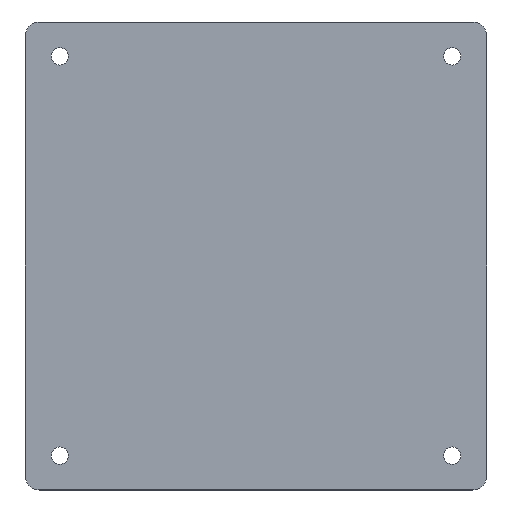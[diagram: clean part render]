
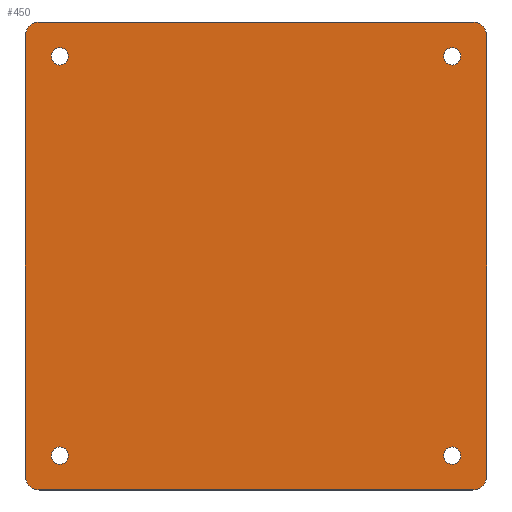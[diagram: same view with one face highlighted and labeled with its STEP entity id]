
A CAD part, top view. The second image highlights one B-rep face of the part: STEP entity #450.
In plain terms, the highlighted planar face has unit normal (0, 0, 1).
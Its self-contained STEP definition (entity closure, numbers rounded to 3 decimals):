
#67 = VERTEX_POINT('',#68);
#68 = CARTESIAN_POINT('',(124.5,-95.,0.));
#85 = VERTEX_POINT('',#86);
#86 = CARTESIAN_POINT('',(61.5,-95.,0.));
#92 = EDGE_CURVE('',#67,#85,#93,.T.);
#93 = LINE('',#94,#95);
#94 = CARTESIAN_POINT('',(124.5,-95.,0.));
#95 = VECTOR('',#96,1.);
#96 = DIRECTION('',(-1.,0.,0.));
#117 = VERTEX_POINT('',#118);
#118 = CARTESIAN_POINT('',(126.5,-97.,0.));
#124 = EDGE_CURVE('',#67,#117,#125,.T.);
#125 = CIRCLE('',#126,2.);
#126 = AXIS2_PLACEMENT_3D('',#127,#128,#129);
#127 = CARTESIAN_POINT('',(124.5,-97.,0.));
#128 = DIRECTION('',(0.,0.,-1.));
#129 = DIRECTION('',(0.,1.,0.));
#140 = VERTEX_POINT('',#141);
#141 = CARTESIAN_POINT('',(59.5,-97.,0.));
#157 = EDGE_CURVE('',#140,#85,#158,.T.);
#158 = CIRCLE('',#159,2.);
#159 = AXIS2_PLACEMENT_3D('',#160,#161,#162);
#160 = CARTESIAN_POINT('',(61.5,-97.,0.));
#161 = DIRECTION('',(0.,0.,-1.));
#162 = DIRECTION('',(-1.,0.,-0.));
#173 = VERTEX_POINT('',#174);
#174 = CARTESIAN_POINT('',(126.5,-161.,0.));
#189 = EDGE_CURVE('',#173,#117,#190,.T.);
#190 = LINE('',#191,#192);
#191 = CARTESIAN_POINT('',(126.5,-161.,0.));
#192 = VECTOR('',#193,1.);
#193 = DIRECTION('',(0.,1.,0.));
#213 = VERTEX_POINT('',#214);
#214 = CARTESIAN_POINT('',(59.5,-161.,0.));
#220 = EDGE_CURVE('',#140,#213,#221,.T.);
#221 = LINE('',#222,#223);
#222 = CARTESIAN_POINT('',(59.5,-97.,0.));
#223 = VECTOR('',#224,1.);
#224 = DIRECTION('',(0.,-1.,0.));
#245 = VERTEX_POINT('',#246);
#246 = CARTESIAN_POINT('',(124.5,-163.,0.));
#252 = EDGE_CURVE('',#173,#245,#253,.T.);
#253 = CIRCLE('',#254,2.);
#254 = AXIS2_PLACEMENT_3D('',#255,#256,#257);
#255 = CARTESIAN_POINT('',(124.5,-161.,0.));
#256 = DIRECTION('',(0.,0.,-1.));
#257 = DIRECTION('',(1.,0.,0.));
#268 = VERTEX_POINT('',#269);
#269 = CARTESIAN_POINT('',(61.5,-163.,0.));
#285 = EDGE_CURVE('',#268,#213,#286,.T.);
#286 = CIRCLE('',#287,2.);
#287 = AXIS2_PLACEMENT_3D('',#288,#289,#290);
#288 = CARTESIAN_POINT('',(61.5,-161.,0.));
#289 = DIRECTION('',(0.,0.,-1.));
#290 = DIRECTION('',(0.,-1.,0.));
#308 = EDGE_CURVE('',#268,#245,#309,.T.);
#309 = LINE('',#310,#311);
#310 = CARTESIAN_POINT('',(61.5,-163.,0.));
#311 = VECTOR('',#312,1.);
#312 = DIRECTION('',(1.,0.,0.));
#323 = VERTEX_POINT('',#324);
#324 = CARTESIAN_POINT('',(65.75,-158.,0.));
#340 = EDGE_CURVE('',#323,#323,#341,.T.);
#341 = CIRCLE('',#342,1.25);
#342 = AXIS2_PLACEMENT_3D('',#343,#344,#345);
#343 = CARTESIAN_POINT('',(64.5,-158.,0.));
#344 = DIRECTION('',(0.,0.,1.));
#345 = DIRECTION('',(1.,0.,0.));
#356 = VERTEX_POINT('',#357);
#357 = CARTESIAN_POINT('',(122.75,-158.,0.));
#373 = EDGE_CURVE('',#356,#356,#374,.T.);
#374 = CIRCLE('',#375,1.25);
#375 = AXIS2_PLACEMENT_3D('',#376,#377,#378);
#376 = CARTESIAN_POINT('',(121.5,-158.,0.));
#377 = DIRECTION('',(0.,0.,1.));
#378 = DIRECTION('',(1.,0.,0.));
#389 = VERTEX_POINT('',#390);
#390 = CARTESIAN_POINT('',(65.75,-100.,0.));
#406 = EDGE_CURVE('',#389,#389,#407,.T.);
#407 = CIRCLE('',#408,1.25);
#408 = AXIS2_PLACEMENT_3D('',#409,#410,#411);
#409 = CARTESIAN_POINT('',(64.5,-100.,0.));
#410 = DIRECTION('',(0.,0.,1.));
#411 = DIRECTION('',(1.,0.,0.));
#422 = VERTEX_POINT('',#423);
#423 = CARTESIAN_POINT('',(122.75,-100.,0.));
#439 = EDGE_CURVE('',#422,#422,#440,.T.);
#440 = CIRCLE('',#441,1.25);
#441 = AXIS2_PLACEMENT_3D('',#442,#443,#444);
#442 = CARTESIAN_POINT('',(121.5,-100.,0.));
#443 = DIRECTION('',(0.,0.,1.));
#444 = DIRECTION('',(1.,0.,0.));
#450 = ADVANCED_FACE('',(#451,#461,#464,#467,#470),#473,.T.);
#451 = FACE_BOUND('',#452,.T.);
#452 = EDGE_LOOP('',(#453,#454,#455,#456,#457,#458,#459,#460));
#453 = ORIENTED_EDGE('',*,*,#92,.T.);
#454 = ORIENTED_EDGE('',*,*,#157,.F.);
#455 = ORIENTED_EDGE('',*,*,#220,.T.);
#456 = ORIENTED_EDGE('',*,*,#285,.F.);
#457 = ORIENTED_EDGE('',*,*,#308,.T.);
#458 = ORIENTED_EDGE('',*,*,#252,.F.);
#459 = ORIENTED_EDGE('',*,*,#189,.T.);
#460 = ORIENTED_EDGE('',*,*,#124,.F.);
#461 = FACE_BOUND('',#462,.T.);
#462 = EDGE_LOOP('',(#463));
#463 = ORIENTED_EDGE('',*,*,#340,.F.);
#464 = FACE_BOUND('',#465,.T.);
#465 = EDGE_LOOP('',(#466));
#466 = ORIENTED_EDGE('',*,*,#373,.F.);
#467 = FACE_BOUND('',#468,.T.);
#468 = EDGE_LOOP('',(#469));
#469 = ORIENTED_EDGE('',*,*,#406,.F.);
#470 = FACE_BOUND('',#471,.T.);
#471 = EDGE_LOOP('',(#472));
#472 = ORIENTED_EDGE('',*,*,#439,.F.);
#473 = PLANE('',#474);
#474 = AXIS2_PLACEMENT_3D('',#475,#476,#477);
#475 = CARTESIAN_POINT('',(93.,-129.,0.));
#476 = DIRECTION('',(0.,0.,1.));
#477 = DIRECTION('',(1.,0.,-0.));
